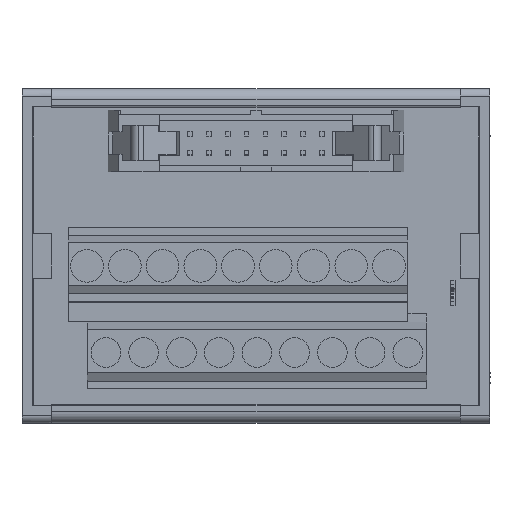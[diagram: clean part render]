
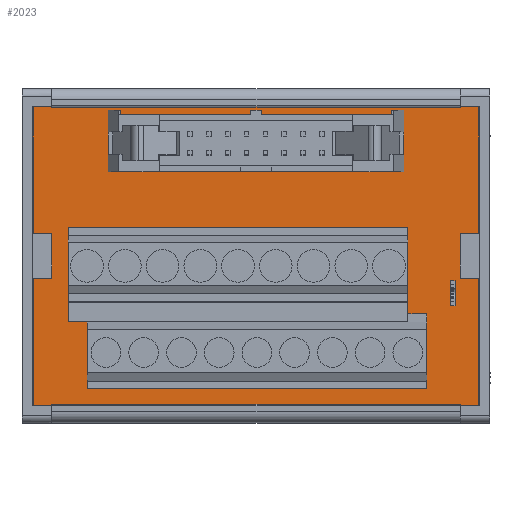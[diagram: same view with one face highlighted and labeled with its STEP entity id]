
A CAD part, top view. The second image highlights one B-rep face of the part: STEP entity #2023.
In plain terms, the highlighted planar face has unit normal (0, 0, 1).
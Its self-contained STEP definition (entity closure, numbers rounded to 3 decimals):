
#1815=AXIS2_PLACEMENT_3D('Plane Axis2P3D',#1812,#1813,#1814) ;
#1638=CARTESIAN_POINT('Vertex',(61.5,1.5,21.4)) ;
#1641=CARTESIAN_POINT('Line Origine',(31.5,1.5,21.4)) ;
#1645=CARTESIAN_POINT('Vertex',(1.5,1.5,21.4)) ;
#1732=CARTESIAN_POINT('Vertex',(1.5,43.5,21.4)) ;
#1735=CARTESIAN_POINT('Line Origine',(31.5,43.5,21.4)) ;
#1739=CARTESIAN_POINT('Vertex',(61.5,43.5,21.4)) ;
#1776=CARTESIAN_POINT('Line Origine',(1.5,22.5,21.4)) ;
#1799=CARTESIAN_POINT('Line Origine',(61.5,22.5,21.4)) ;
#1812=CARTESIAN_POINT('Axis2P3D Location',(1.5,1.5,21.4)) ;
#1823=CARTESIAN_POINT('Line Origine',(49.68,41.8,21.4)) ;
#1827=CARTESIAN_POINT('Vertex',(49.68,42.1,21.4)) ;
#1829=CARTESIAN_POINT('Vertex',(49.68,41.5,21.4)) ;
#1832=CARTESIAN_POINT('Line Origine',(50.545,42.1,21.4)) ;
#1836=CARTESIAN_POINT('Vertex',(51.41,42.1,21.4)) ;
#1839=CARTESIAN_POINT('Line Origine',(51.41,37.95,21.4)) ;
#1843=CARTESIAN_POINT('Vertex',(51.41,33.8,21.4)) ;
#1846=CARTESIAN_POINT('Line Origine',(49.21,33.8,21.4)) ;
#1850=CARTESIAN_POINT('Vertex',(47.01,33.8,21.4)) ;
#1853=CARTESIAN_POINT('Line Origine',(47.01,37.65,21.4)) ;
#1857=CARTESIAN_POINT('Vertex',(47.01,41.5,21.4)) ;
#1860=CARTESIAN_POINT('Line Origine',(48.345,41.5,21.4)) ;
#1873=CARTESIAN_POINT('Line Origine',(13.32,41.8,21.4)) ;
#1877=CARTESIAN_POINT('Vertex',(13.32,41.5,21.4)) ;
#1879=CARTESIAN_POINT('Vertex',(13.32,42.1,21.4)) ;
#1882=CARTESIAN_POINT('Line Origine',(14.655,41.5,21.4)) ;
#1886=CARTESIAN_POINT('Vertex',(15.99,41.5,21.4)) ;
#1889=CARTESIAN_POINT('Line Origine',(15.99,37.65,21.4)) ;
#1893=CARTESIAN_POINT('Vertex',(15.99,33.8,21.4)) ;
#1896=CARTESIAN_POINT('Line Origine',(13.79,33.8,21.4)) ;
#1900=CARTESIAN_POINT('Vertex',(11.59,33.8,21.4)) ;
#1903=CARTESIAN_POINT('Line Origine',(11.59,37.95,21.4)) ;
#1907=CARTESIAN_POINT('Vertex',(11.59,42.1,21.4)) ;
#1910=CARTESIAN_POINT('Line Origine',(12.455,42.1,21.4)) ;
#1923=CARTESIAN_POINT('Line Origine',(31.62,4.668,21.4)) ;
#1927=CARTESIAN_POINT('Vertex',(54.48,4.668,21.4)) ;
#1929=CARTESIAN_POINT('Vertex',(8.76,4.668,21.4)) ;
#1932=CARTESIAN_POINT('Line Origine',(8.76,9.168,21.4)) ;
#1936=CARTESIAN_POINT('Vertex',(8.76,13.668,21.4)) ;
#1939=CARTESIAN_POINT('Line Origine',(7.49,13.668,21.4)) ;
#1943=CARTESIAN_POINT('Vertex',(6.22,13.668,21.4)) ;
#1946=CARTESIAN_POINT('Line Origine',(6.22,19.968,21.4)) ;
#1950=CARTESIAN_POINT('Vertex',(6.22,26.268,21.4)) ;
#1953=CARTESIAN_POINT('Line Origine',(29.08,26.268,21.4)) ;
#1957=CARTESIAN_POINT('Vertex',(51.94,26.268,21.4)) ;
#1960=CARTESIAN_POINT('Line Origine',(51.94,20.468,21.4)) ;
#1964=CARTESIAN_POINT('Vertex',(51.94,14.668,21.4)) ;
#1967=CARTESIAN_POINT('Line Origine',(53.21,14.668,21.4)) ;
#1971=CARTESIAN_POINT('Vertex',(54.48,14.668,21.4)) ;
#1974=CARTESIAN_POINT('Line Origine',(54.48,9.668,21.4)) ;
#1989=CARTESIAN_POINT('Line Origine',(58.,15.768,21.4)) ;
#1993=CARTESIAN_POINT('Vertex',(57.7,15.768,21.4)) ;
#1995=CARTESIAN_POINT('Vertex',(58.3,15.768,21.4)) ;
#1998=CARTESIAN_POINT('Line Origine',(57.7,17.468,21.4)) ;
#2002=CARTESIAN_POINT('Vertex',(57.7,19.168,21.4)) ;
#2005=CARTESIAN_POINT('Line Origine',(58.,19.168,21.4)) ;
#2009=CARTESIAN_POINT('Vertex',(58.3,19.168,21.4)) ;
#2012=CARTESIAN_POINT('Line Origine',(58.3,17.468,21.4)) ;
#1642=DIRECTION('Vector Direction',(1.,0.,0.)) ;
#1736=DIRECTION('Vector Direction',(-1.,0.,0.)) ;
#1777=DIRECTION('Vector Direction',(0.,-1.,0.)) ;
#1800=DIRECTION('Vector Direction',(0.,1.,0.)) ;
#1813=DIRECTION('Axis2P3D Direction',(0.,0.,1.)) ;
#1814=DIRECTION('Axis2P3D XDirection',(0.,-1.,0.)) ;
#1824=DIRECTION('Vector Direction',(0.,-1.,0.)) ;
#1833=DIRECTION('Vector Direction',(-1.,0.,0.)) ;
#1840=DIRECTION('Vector Direction',(0.,-1.,0.)) ;
#1847=DIRECTION('Vector Direction',(-1.,0.,0.)) ;
#1854=DIRECTION('Vector Direction',(0.,1.,0.)) ;
#1861=DIRECTION('Vector Direction',(-1.,0.,0.)) ;
#1874=DIRECTION('Vector Direction',(0.,1.,0.)) ;
#1883=DIRECTION('Vector Direction',(-1.,0.,0.)) ;
#1890=DIRECTION('Vector Direction',(0.,-1.,0.)) ;
#1897=DIRECTION('Vector Direction',(-1.,0.,0.)) ;
#1904=DIRECTION('Vector Direction',(0.,-1.,0.)) ;
#1911=DIRECTION('Vector Direction',(1.,0.,0.)) ;
#1924=DIRECTION('Vector Direction',(-1.,0.,0.)) ;
#1933=DIRECTION('Vector Direction',(0.,1.,0.)) ;
#1940=DIRECTION('Vector Direction',(-1.,0.,0.)) ;
#1947=DIRECTION('Vector Direction',(0.,1.,0.)) ;
#1954=DIRECTION('Vector Direction',(1.,0.,0.)) ;
#1961=DIRECTION('Vector Direction',(0.,-1.,0.)) ;
#1968=DIRECTION('Vector Direction',(1.,0.,0.)) ;
#1975=DIRECTION('Vector Direction',(0.,-1.,0.)) ;
#1990=DIRECTION('Vector Direction',(1.,0.,0.)) ;
#1999=DIRECTION('Vector Direction',(0.,-1.,0.)) ;
#2006=DIRECTION('Vector Direction',(1.,0.,0.)) ;
#2013=DIRECTION('Vector Direction',(0.,1.,0.)) ;
#1643=VECTOR('Line Direction',#1642,1.) ;
#1737=VECTOR('Line Direction',#1736,1.) ;
#1778=VECTOR('Line Direction',#1777,1.) ;
#1801=VECTOR('Line Direction',#1800,1.) ;
#1825=VECTOR('Line Direction',#1824,1.) ;
#1834=VECTOR('Line Direction',#1833,1.) ;
#1841=VECTOR('Line Direction',#1840,1.) ;
#1848=VECTOR('Line Direction',#1847,1.) ;
#1855=VECTOR('Line Direction',#1854,1.) ;
#1862=VECTOR('Line Direction',#1861,1.) ;
#1875=VECTOR('Line Direction',#1874,1.) ;
#1884=VECTOR('Line Direction',#1883,1.) ;
#1891=VECTOR('Line Direction',#1890,1.) ;
#1898=VECTOR('Line Direction',#1897,1.) ;
#1905=VECTOR('Line Direction',#1904,1.) ;
#1912=VECTOR('Line Direction',#1911,1.) ;
#1925=VECTOR('Line Direction',#1924,1.) ;
#1934=VECTOR('Line Direction',#1933,1.) ;
#1941=VECTOR('Line Direction',#1940,1.) ;
#1948=VECTOR('Line Direction',#1947,1.) ;
#1955=VECTOR('Line Direction',#1954,1.) ;
#1962=VECTOR('Line Direction',#1961,1.) ;
#1969=VECTOR('Line Direction',#1968,1.) ;
#1976=VECTOR('Line Direction',#1975,1.) ;
#1991=VECTOR('Line Direction',#1990,1.) ;
#2000=VECTOR('Line Direction',#1999,1.) ;
#2007=VECTOR('Line Direction',#2006,1.) ;
#2014=VECTOR('Line Direction',#2013,1.) ;
#1818=ORIENTED_EDGE('',*,*,#1780,.T.) ;
#1819=ORIENTED_EDGE('',*,*,#1647,.T.) ;
#1820=ORIENTED_EDGE('',*,*,#1803,.T.) ;
#1821=ORIENTED_EDGE('',*,*,#1741,.T.) ;
#1866=ORIENTED_EDGE('',*,*,#1831,.F.) ;
#1867=ORIENTED_EDGE('',*,*,#1838,.F.) ;
#1868=ORIENTED_EDGE('',*,*,#1845,.T.) ;
#1869=ORIENTED_EDGE('',*,*,#1852,.T.) ;
#1870=ORIENTED_EDGE('',*,*,#1859,.T.) ;
#1871=ORIENTED_EDGE('',*,*,#1864,.F.) ;
#1916=ORIENTED_EDGE('',*,*,#1881,.F.) ;
#1917=ORIENTED_EDGE('',*,*,#1888,.F.) ;
#1918=ORIENTED_EDGE('',*,*,#1895,.T.) ;
#1919=ORIENTED_EDGE('',*,*,#1902,.T.) ;
#1920=ORIENTED_EDGE('',*,*,#1909,.F.) ;
#1921=ORIENTED_EDGE('',*,*,#1914,.T.) ;
#1980=ORIENTED_EDGE('',*,*,#1931,.T.) ;
#1981=ORIENTED_EDGE('',*,*,#1938,.T.) ;
#1982=ORIENTED_EDGE('',*,*,#1945,.T.) ;
#1983=ORIENTED_EDGE('',*,*,#1952,.T.) ;
#1984=ORIENTED_EDGE('',*,*,#1959,.T.) ;
#1985=ORIENTED_EDGE('',*,*,#1966,.T.) ;
#1986=ORIENTED_EDGE('',*,*,#1973,.T.) ;
#1987=ORIENTED_EDGE('',*,*,#1978,.T.) ;
#2018=ORIENTED_EDGE('',*,*,#1997,.F.) ;
#2019=ORIENTED_EDGE('',*,*,#2004,.F.) ;
#2020=ORIENTED_EDGE('',*,*,#2011,.T.) ;
#2021=ORIENTED_EDGE('',*,*,#2016,.F.) ;
#1872=FACE_BOUND('',#1865,.T.) ;
#1922=FACE_BOUND('',#1915,.T.) ;
#1988=FACE_BOUND('',#1979,.T.) ;
#2022=FACE_BOUND('',#2017,.T.) ;
#2023=ADVANCED_FACE('NONE',(#1822,#1872,#1922,#1988,#2022),#1816,.T.) ;
#1647=EDGE_CURVE('',#1646,#1639,#1644,.T.) ;
#1741=EDGE_CURVE('',#1740,#1733,#1738,.T.) ;
#1780=EDGE_CURVE('',#1733,#1646,#1779,.T.) ;
#1803=EDGE_CURVE('',#1639,#1740,#1802,.T.) ;
#1831=EDGE_CURVE('',#1828,#1830,#1826,.T.) ;
#1838=EDGE_CURVE('',#1837,#1828,#1835,.T.) ;
#1845=EDGE_CURVE('',#1837,#1844,#1842,.T.) ;
#1852=EDGE_CURVE('',#1844,#1851,#1849,.T.) ;
#1859=EDGE_CURVE('',#1851,#1858,#1856,.T.) ;
#1864=EDGE_CURVE('',#1830,#1858,#1863,.T.) ;
#1881=EDGE_CURVE('',#1878,#1880,#1876,.T.) ;
#1888=EDGE_CURVE('',#1887,#1878,#1885,.T.) ;
#1895=EDGE_CURVE('',#1887,#1894,#1892,.T.) ;
#1902=EDGE_CURVE('',#1894,#1901,#1899,.T.) ;
#1909=EDGE_CURVE('',#1908,#1901,#1906,.T.) ;
#1914=EDGE_CURVE('',#1908,#1880,#1913,.T.) ;
#1931=EDGE_CURVE('',#1928,#1930,#1926,.T.) ;
#1938=EDGE_CURVE('',#1930,#1937,#1935,.T.) ;
#1945=EDGE_CURVE('',#1937,#1944,#1942,.T.) ;
#1952=EDGE_CURVE('',#1944,#1951,#1949,.T.) ;
#1959=EDGE_CURVE('',#1951,#1958,#1956,.T.) ;
#1966=EDGE_CURVE('',#1958,#1965,#1963,.T.) ;
#1973=EDGE_CURVE('',#1965,#1972,#1970,.T.) ;
#1978=EDGE_CURVE('',#1972,#1928,#1977,.T.) ;
#1997=EDGE_CURVE('',#1994,#1996,#1992,.T.) ;
#2004=EDGE_CURVE('',#2003,#1994,#2001,.T.) ;
#2011=EDGE_CURVE('',#2003,#2010,#2008,.T.) ;
#2016=EDGE_CURVE('',#1996,#2010,#2015,.T.) ;
#1817=EDGE_LOOP('',(#1818,#1819,#1820,#1821)) ;
#1865=EDGE_LOOP('',(#1866,#1867,#1868,#1869,#1870,#1871)) ;
#1915=EDGE_LOOP('',(#1916,#1917,#1918,#1919,#1920,#1921)) ;
#1979=EDGE_LOOP('',(#1980,#1981,#1982,#1983,#1984,#1985,#1986,#1987)) ;
#2017=EDGE_LOOP('',(#2018,#2019,#2020,#2021)) ;
#1822=FACE_OUTER_BOUND('',#1817,.T.) ;
#1644=LINE('Line',#1641,#1643) ;
#1738=LINE('Line',#1735,#1737) ;
#1779=LINE('Line',#1776,#1778) ;
#1802=LINE('Line',#1799,#1801) ;
#1826=LINE('Line',#1823,#1825) ;
#1835=LINE('Line',#1832,#1834) ;
#1842=LINE('Line',#1839,#1841) ;
#1849=LINE('Line',#1846,#1848) ;
#1856=LINE('Line',#1853,#1855) ;
#1863=LINE('Line',#1860,#1862) ;
#1876=LINE('Line',#1873,#1875) ;
#1885=LINE('Line',#1882,#1884) ;
#1892=LINE('Line',#1889,#1891) ;
#1899=LINE('Line',#1896,#1898) ;
#1906=LINE('Line',#1903,#1905) ;
#1913=LINE('Line',#1910,#1912) ;
#1926=LINE('Line',#1923,#1925) ;
#1935=LINE('Line',#1932,#1934) ;
#1942=LINE('Line',#1939,#1941) ;
#1949=LINE('Line',#1946,#1948) ;
#1956=LINE('Line',#1953,#1955) ;
#1963=LINE('Line',#1960,#1962) ;
#1970=LINE('Line',#1967,#1969) ;
#1977=LINE('Line',#1974,#1976) ;
#1992=LINE('Line',#1989,#1991) ;
#2001=LINE('Line',#1998,#2000) ;
#2008=LINE('Line',#2005,#2007) ;
#2015=LINE('Line',#2012,#2014) ;
#1816=PLANE('',#1815) ;
#1639=VERTEX_POINT('',#1638) ;
#1646=VERTEX_POINT('',#1645) ;
#1733=VERTEX_POINT('',#1732) ;
#1740=VERTEX_POINT('',#1739) ;
#1828=VERTEX_POINT('',#1827) ;
#1830=VERTEX_POINT('',#1829) ;
#1837=VERTEX_POINT('',#1836) ;
#1844=VERTEX_POINT('',#1843) ;
#1851=VERTEX_POINT('',#1850) ;
#1858=VERTEX_POINT('',#1857) ;
#1878=VERTEX_POINT('',#1877) ;
#1880=VERTEX_POINT('',#1879) ;
#1887=VERTEX_POINT('',#1886) ;
#1894=VERTEX_POINT('',#1893) ;
#1901=VERTEX_POINT('',#1900) ;
#1908=VERTEX_POINT('',#1907) ;
#1928=VERTEX_POINT('',#1927) ;
#1930=VERTEX_POINT('',#1929) ;
#1937=VERTEX_POINT('',#1936) ;
#1944=VERTEX_POINT('',#1943) ;
#1951=VERTEX_POINT('',#1950) ;
#1958=VERTEX_POINT('',#1957) ;
#1965=VERTEX_POINT('',#1964) ;
#1972=VERTEX_POINT('',#1971) ;
#1994=VERTEX_POINT('',#1993) ;
#1996=VERTEX_POINT('',#1995) ;
#2003=VERTEX_POINT('',#2002) ;
#2010=VERTEX_POINT('',#2009) ;
